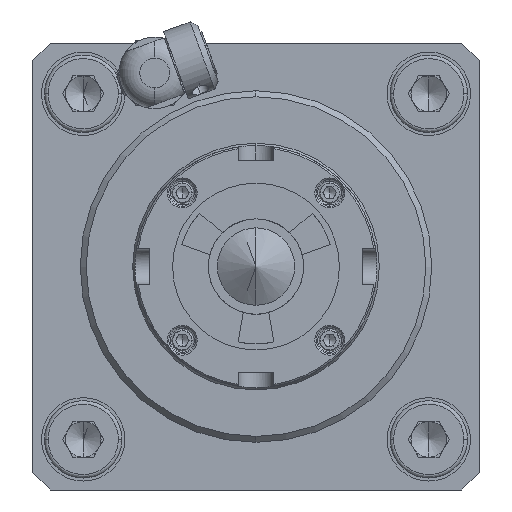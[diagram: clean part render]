
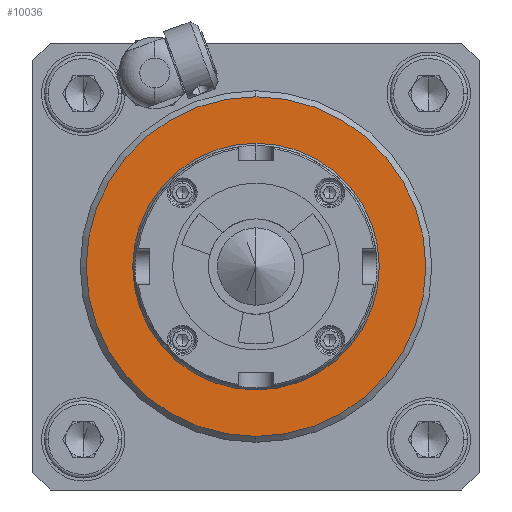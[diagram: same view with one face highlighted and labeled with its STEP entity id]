
A CAD part, left-side view. The second image highlights one B-rep face of the part: STEP entity #10036.
In plain terms, the highlighted planar face has unit normal (-1, 0, 0).
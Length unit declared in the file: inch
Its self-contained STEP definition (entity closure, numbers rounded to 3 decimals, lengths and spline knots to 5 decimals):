
#25 = CARTESIAN_POINT ( 'NONE',  ( -1.33858, 0., -1.12205 ) ) ;
#295 = EDGE_LOOP ( 'NONE', ( #13015, #13804 ) ) ;
#491 = FACE_OUTER_BOUND ( 'NONE', #295, .T. ) ;
#1281 = EDGE_CURVE ( 'NONE', #14954, #5654, #15661, .T. ) ;
#3400 = AXIS2_PLACEMENT_3D ( 'NONE', #5165, #15327, #6391 ) ;
#3937 = CIRCLE ( 'NONE', #3400, 1.12205 ) ;
#4956 = AXIS2_PLACEMENT_3D ( 'NONE', #11735, #13064, #14138 ) ;
#5165 = CARTESIAN_POINT ( 'NONE',  ( -1.33858, 0., 0. ) ) ;
#5251 = DIRECTION ( 'NONE',  ( -1., 0., 0. ) ) ;
#5654 = VERTEX_POINT ( 'NONE', #25 ) ;
#6391 = DIRECTION ( 'NONE',  ( 0., 0., -1. ) ) ;
#7472 = AXIS2_PLACEMENT_3D ( 'NONE', #11302, #5251, #12617 ) ;
#10036 = ADVANCED_FACE ( 'NONE', ( #491 ), #10661, .T. ) ;
#10661 = PLANE ( 'NONE',  #4956 ) ;
#11302 = CARTESIAN_POINT ( 'NONE',  ( -1.33858, 0., 0. ) ) ;
#11735 = CARTESIAN_POINT ( 'NONE',  ( -1.33858, 0., 0. ) ) ;
#12617 = DIRECTION ( 'NONE',  ( 0., 0., -1. ) ) ;
#13015 = ORIENTED_EDGE ( 'NONE', *, *, #13925, .T. ) ;
#13064 = DIRECTION ( 'NONE',  ( -1., 0., 0. ) ) ;
#13075 = CARTESIAN_POINT ( 'NONE',  ( -1.33858, 0., 1.12205 ) ) ;
#13804 = ORIENTED_EDGE ( 'NONE', *, *, #1281, .T. ) ;
#13925 = EDGE_CURVE ( 'NONE', #5654, #14954, #3937, .T. ) ;
#14138 = DIRECTION ( 'NONE',  ( 0., 0., 1. ) ) ;
#14954 = VERTEX_POINT ( 'NONE', #13075 ) ;
#15327 = DIRECTION ( 'NONE',  ( -1., 0., 0. ) ) ;
#15661 = CIRCLE ( 'NONE', #7472, 1.12205 ) ;
